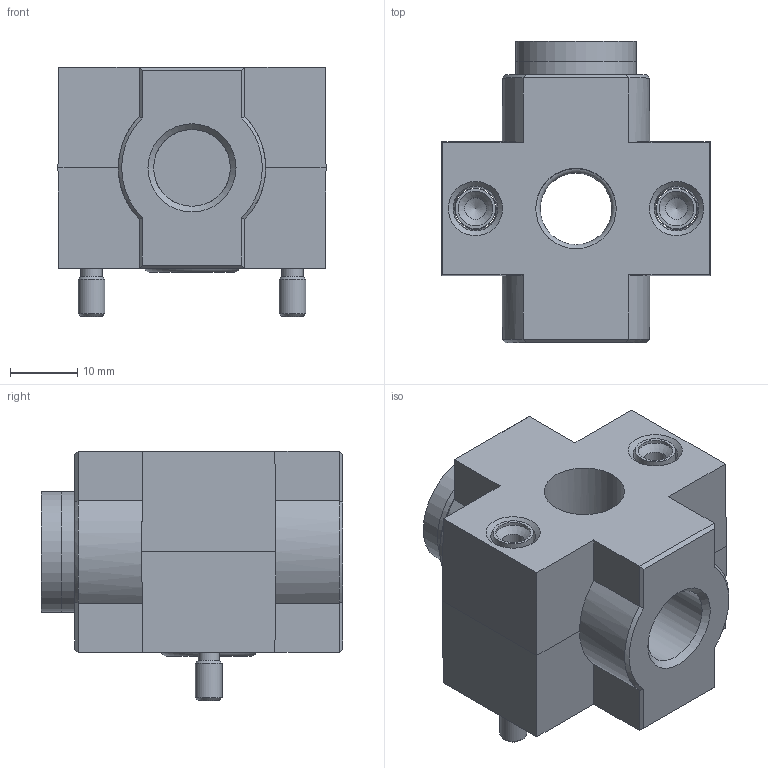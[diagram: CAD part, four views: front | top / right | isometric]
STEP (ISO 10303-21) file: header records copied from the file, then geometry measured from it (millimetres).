
FILE_DESCRIPTION(/* description */ ('STEP AP214'),/* implementation_level */ '2;1');
FILE_NAME(/* name */ '162786_FRZ-D-MINI',/* time_stamp */ '2024-08-28T19:15:18+02:00',/* author */ ('License CC BY-ND 4.0'),/* organization */ ('CADENAS'),/* preprocessor_version */ 'ST-DEVELOPER v19.3',/* originating_system */ 'PARTsolutions',/* authorisation */ ' ');
FILE_SCHEMA (('AUTOMOTIVE_DESIGN {1 0 10303 214 3 1 1}'));
Length unit declared in the file: millimetre
Products named in the file (6): 162786 FRZ-D-MINI; 733296 FRZ-D-MINI; DIN-908 G1/4A; 2224 O-1/4; 240715 FRZ-D-MINI; 235260 FRZ-MINI-O-RING
Assembly tree (6 placements, depth 2):
  162786 FRZ-D-MINI
    733296 FRZ-D-MINI
    DIN-908 G1/4A
    2224 O-1/4
    240715 FRZ-D-MINI  x2
    235260 FRZ-MINI-O-RING
Bounding box: 40 x 45 x 37.2 mm (x, y, z)
Volume: 29957.4 mm3; surface area: 13374.6 mm2
Topology: 6 solids, 6 shells, 118 faces, 257 edges, 156 vertices
Faces by surface type: plane 57, cone 32, cylinder 23, torus 6
Full cylindrical faces by diameter (mm): 3.141 x2, 3.242 x2, 4 x2, 5.2 x2, 6 x2, 7.9 x1, 11.445 x2, 12 x1, 13.157 x1, 13.2 x1, 15.9 x1, 18 x2
Entity records: 2905 total; most frequent: CARTESIAN_POINT 547, DIRECTION 470, ORIENTED_EDGE 384, EDGE_CURVE 192, AXIS2_PLACEMENT_3D 182, FACE_BOUND 161, EDGE_LOOP 158, VERTEX_POINT 141
